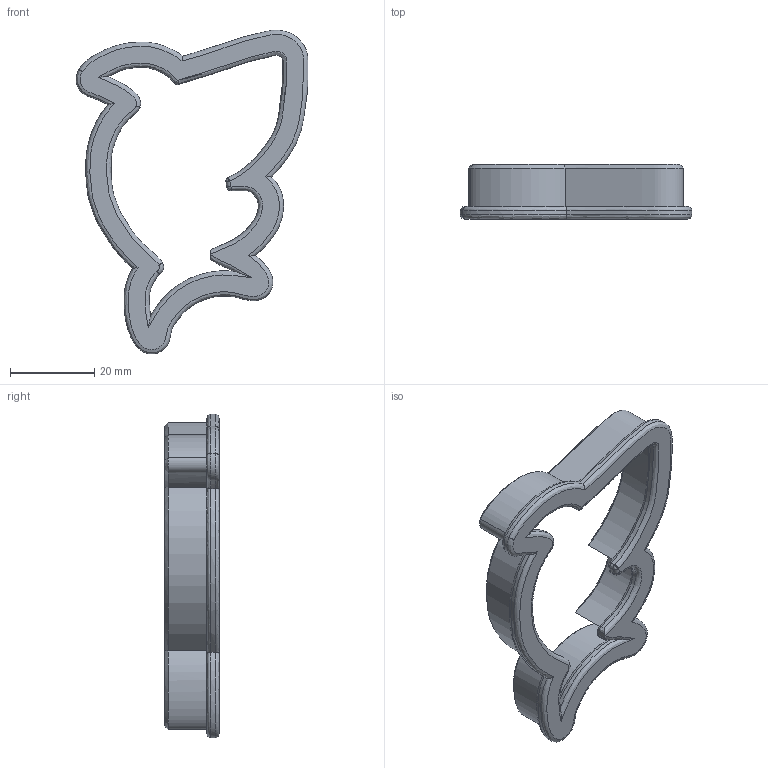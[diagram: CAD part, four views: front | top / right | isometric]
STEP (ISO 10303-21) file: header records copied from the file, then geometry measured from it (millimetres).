
FILE_DESCRIPTION(/* description */ ('','CAx-IF Rec.Pracs.---Representation and Presentation of Product Manufacturing Information (PMI)---4.0---2014-10-13'),/* implementation_level */ '2;1');
FILE_NAME(/* name */ 'JC_CookieCutter v1.step',/* time_stamp */ '2025-02-03T14:39:12-06:00',/* author */ (''),/* organization */ (''),/* preprocessor_version */ 'ST-DEVELOPER v20',/* originating_system */ 'Autodesk Translation Framework v13.20.0.188',/* authorisation */ '');
FILE_SCHEMA (('AP242_MANAGED_MODEL_BASED_3D_ENGINEERING_MIM_LF { 1 0 10303 442 1 1 4 }'));
Products named in the file (1): JC_CookieCutter
Bounding box: 55.2 x 13 x 77.07 mm (x, y, z)
Volume: 6989.1 mm3; surface area: 8164.7 mm2
Topology: 1 solids, 1 shells, 93 faces, 211 edges, 120 vertices
Faces by surface type: bspline 79, plane 6, cylinder 4, sphere 4
Entity records: 33928 total; most frequent: CARTESIAN_POINT 32384, ORIENTED_EDGE 418, EDGE_CURVE 209, B_SPLINE_CURVE_WITH_KNOTS 146, VERTEX_POINT 120, DIRECTION 113, EDGE_LOOP 97, FACE_OUTER_BOUND 93
